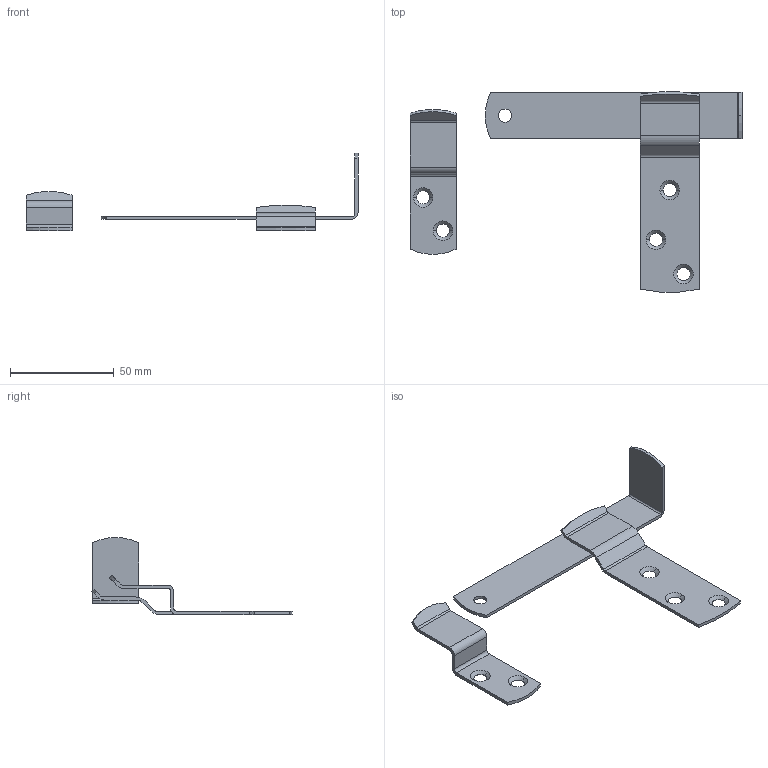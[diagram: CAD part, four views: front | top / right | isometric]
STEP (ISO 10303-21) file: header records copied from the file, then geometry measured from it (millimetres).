
FILE_DESCRIPTION (( 'STEP AP203' ), '1' );
FILE_NAME ('1614A11_Swinging Bar Latch.STEP', '2026-01-07T05:47:15', ( 'McMaster Carr Supply' ), ( 'McMaster Carr Supply' ), 'SwSTEP 2.0', 'SolidWorks 2024', '' );
FILE_SCHEMA (( 'CONFIG_CONTROL_DESIGN' ));
Length unit declared in the file: inch
Products named in the file (1): 1614A11_Swinging Bar Latch
Bounding box: 160.1 x 96.53 x 37.21 mm (x, y, z)
Volume: 11769.7 mm3; surface area: 16921.3 mm2
Topology: 3 solids, 3 shells, 63 faces, 167 edges, 110 vertices
Faces by surface type: cylinder 27, plane 26, cone 10
Entity records: 2078 total; most frequent: DIRECTION 365, CARTESIAN_POINT 341, ORIENTED_EDGE 334, EDGE_CURVE 167, AXIS2_PLACEMENT_3D 134, VERTEX_POINT 110, VECTOR 97, LINE 97
